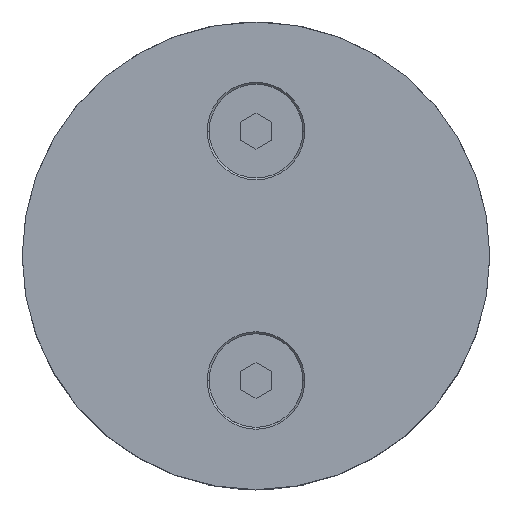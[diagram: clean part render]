
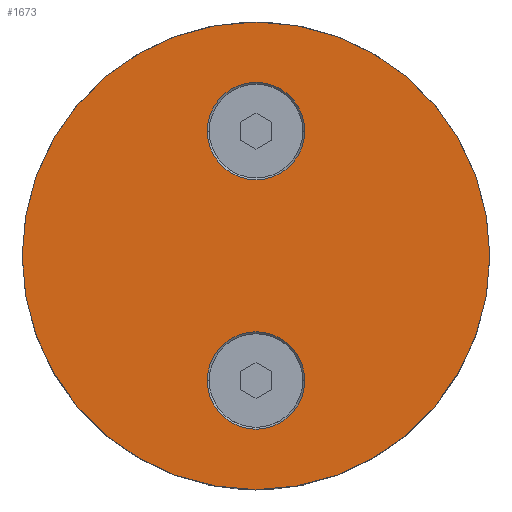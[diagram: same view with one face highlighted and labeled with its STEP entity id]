
A CAD part, top view. The second image highlights one B-rep face of the part: STEP entity #1673.
In plain terms, the highlighted face is planar.
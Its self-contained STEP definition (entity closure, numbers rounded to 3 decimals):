
#123 = CIRCLE ( 'NONE', #7677, 6.25 ) ;
#178 = DIRECTION ( 'NONE',  ( -1., 0., 0. ) ) ;
#644 = DIRECTION ( 'NONE',  ( 0., 0., 1. ) ) ;
#724 = CIRCLE ( 'NONE', #5295, 6.25 ) ;
#787 = CARTESIAN_POINT ( 'NONE',  ( 0., 0., 0. ) ) ;
#1279 = CIRCLE ( 'NONE', #5472, 30. ) ;
#1429 = ORIENTED_EDGE ( 'NONE', *, *, #8571, .F. ) ;
#1673 = ADVANCED_FACE ( 'NONE', ( #2485, #9702, #4533 ), #6300, .F. ) ;
#1857 = VERTEX_POINT ( 'NONE', #2011 ) ;
#1873 = VERTEX_POINT ( 'NONE', #6687 ) ;
#1948 = DIRECTION ( 'NONE',  ( 0., 0., -1. ) ) ;
#2006 = ORIENTED_EDGE ( 'NONE', *, *, #6429, .F. ) ;
#2011 = CARTESIAN_POINT ( 'NONE',  ( -6.25, 16., 0. ) ) ;
#2232 = DIRECTION ( 'NONE',  ( -1., 0., 0. ) ) ;
#2249 = CARTESIAN_POINT ( 'NONE',  ( 30., 0., 0. ) ) ;
#2485 = FACE_OUTER_BOUND ( 'NONE', #10222, .T. ) ;
#3651 = AXIS2_PLACEMENT_3D ( 'NONE', #3814, #6520, #10105 ) ;
#3786 = ORIENTED_EDGE ( 'NONE', *, *, #5506, .F. ) ;
#3798 = CARTESIAN_POINT ( 'NONE',  ( 0., -16., 0. ) ) ;
#3814 = CARTESIAN_POINT ( 'NONE',  ( 0., 16., 0. ) ) ;
#3903 = DIRECTION ( 'NONE',  ( -1., 0., 0. ) ) ;
#4411 = AXIS2_PLACEMENT_3D ( 'NONE', #9109, #1948, #178 ) ;
#4444 = VERTEX_POINT ( 'NONE', #5927 ) ;
#4533 = FACE_BOUND ( 'NONE', #5953, .T. ) ;
#5171 = CIRCLE ( 'NONE', #3651, 6.25 ) ;
#5214 = EDGE_CURVE ( 'NONE', #10705, #1873, #1279, .T. ) ;
#5295 = AXIS2_PLACEMENT_3D ( 'NONE', #8734, #8504, #2232 ) ;
#5313 = DIRECTION ( 'NONE',  ( 0., 0., 1. ) ) ;
#5472 = AXIS2_PLACEMENT_3D ( 'NONE', #6934, #644, #6064 ) ;
#5506 = EDGE_CURVE ( 'NONE', #7177, #4444, #6303, .T. ) ;
#5510 = EDGE_CURVE ( 'NONE', #10573, #1857, #5171, .T. ) ;
#5836 = EDGE_CURVE ( 'NONE', #4444, #7177, #123, .T. ) ;
#5850 = AXIS2_PLACEMENT_3D ( 'NONE', #10771, #5313, #7112 ) ;
#5927 = CARTESIAN_POINT ( 'NONE',  ( 6.25, -16., 0. ) ) ;
#5953 = EDGE_LOOP ( 'NONE', ( #1429, #11401 ) ) ;
#6064 = DIRECTION ( 'NONE',  ( -1., 0., 0. ) ) ;
#6157 = ORIENTED_EDGE ( 'NONE', *, *, #5836, .F. ) ;
#6300 = PLANE ( 'NONE',  #5850 ) ;
#6303 = CIRCLE ( 'NONE', #4411, 6.25 ) ;
#6429 = EDGE_CURVE ( 'NONE', #1873, #10705, #11652, .T. ) ;
#6520 = DIRECTION ( 'NONE',  ( 0., 0., -1. ) ) ;
#6687 = CARTESIAN_POINT ( 'NONE',  ( -30., 0., 0. ) ) ;
#6934 = CARTESIAN_POINT ( 'NONE',  ( 0., 0., 0. ) ) ;
#7112 = DIRECTION ( 'NONE',  ( 1., 0., 0. ) ) ;
#7177 = VERTEX_POINT ( 'NONE', #10261 ) ;
#7677 = AXIS2_PLACEMENT_3D ( 'NONE', #3798, #9268, #3903 ) ;
#8084 = EDGE_LOOP ( 'NONE', ( #3786, #6157 ) ) ;
#8504 = DIRECTION ( 'NONE',  ( 0., 0., -1. ) ) ;
#8571 = EDGE_CURVE ( 'NONE', #1857, #10573, #724, .T. ) ;
#8734 = CARTESIAN_POINT ( 'NONE',  ( 0., 16., 0. ) ) ;
#8898 = DIRECTION ( 'NONE',  ( 0., 0., 1. ) ) ;
#9109 = CARTESIAN_POINT ( 'NONE',  ( 0., -16., 0. ) ) ;
#9268 = DIRECTION ( 'NONE',  ( 0., 0., -1. ) ) ;
#9354 = AXIS2_PLACEMENT_3D ( 'NONE', #787, #8898, #9784 ) ;
#9702 = FACE_BOUND ( 'NONE', #8084, .T. ) ;
#9784 = DIRECTION ( 'NONE',  ( -1., 0., 0. ) ) ;
#10103 = ORIENTED_EDGE ( 'NONE', *, *, #5214, .F. ) ;
#10105 = DIRECTION ( 'NONE',  ( -1., 0., 0. ) ) ;
#10114 = CARTESIAN_POINT ( 'NONE',  ( 6.25, 16., 0. ) ) ;
#10222 = EDGE_LOOP ( 'NONE', ( #2006, #10103 ) ) ;
#10261 = CARTESIAN_POINT ( 'NONE',  ( -6.25, -16., 0. ) ) ;
#10573 = VERTEX_POINT ( 'NONE', #10114 ) ;
#10705 = VERTEX_POINT ( 'NONE', #2249 ) ;
#10771 = CARTESIAN_POINT ( 'NONE',  ( 0., 0., 0. ) ) ;
#11401 = ORIENTED_EDGE ( 'NONE', *, *, #5510, .F. ) ;
#11652 = CIRCLE ( 'NONE', #9354, 30. ) ;
